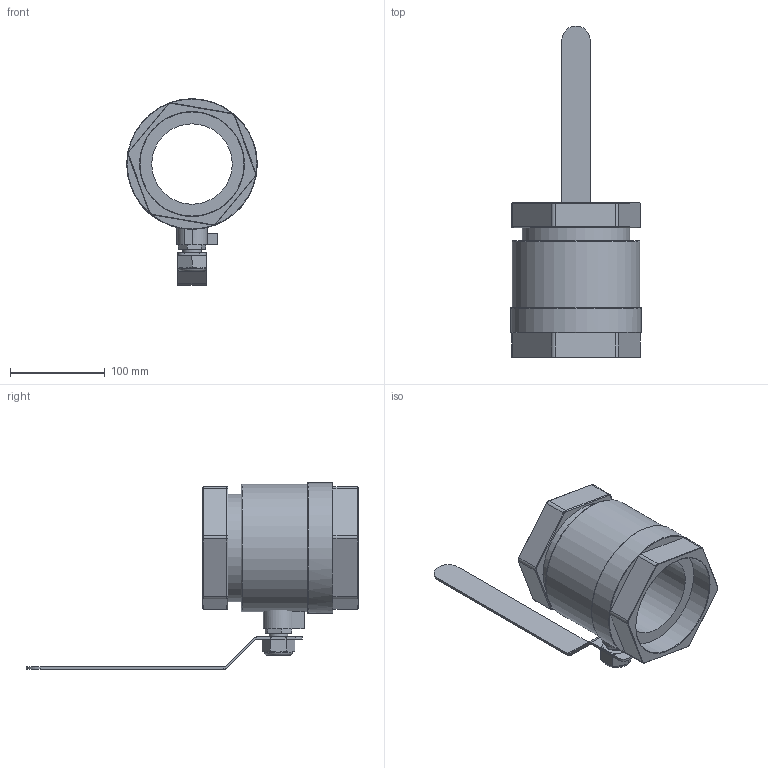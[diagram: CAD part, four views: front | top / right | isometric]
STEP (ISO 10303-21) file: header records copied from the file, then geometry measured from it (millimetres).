
FILE_DESCRIPTION(/* description */ (''),/* implementation_level */ '2;1');
FILE_NAME(/* name */ '1050 4_ Muf_Muf.step',/* time_stamp */ '2018-06-19T12:37:30+02:00',/* author */ ('mr84N69'),/* organization */ (''),/* preprocessor_version */ 'ST-DEVELOPER v17',/* originating_system */ 'Autodesk Translation Framework v7.1.0.215',/* authorisation */ '');
FILE_SCHEMA (('AUTOMOTIVE_DESIGN { 1 0 10303 214 3 1 1 }'));
Length unit declared in the file: millimetre
Products named in the file (4): 1050 4" Muf/Muf; Component1; Håndtag 3"- 4"; 94645A270
Assembly tree (3 placements, depth 2):
  1050 4" Muf/Muf
    Component1
    Håndtag 3"- 4"
    94645A270
Bounding box: 138 x 350.82 x 197.12 mm (x, y, z)
Volume: 1171167.8 mm3; surface area: 183112.3 mm2
Topology: 7 solids, 7 shells, 208 faces, 497 edges, 310 vertices
Faces by surface type: plane 96, cylinder 56, cone 44, torus 12
Full cylindrical faces by diameter (mm): 17.586 x1, 17.801 x6, 20 x7, 20.46 x1, 32 x1, 85 x2, 110 x2, 113.5 x1, 135 x1, 138 x1
Entity records: 8028 total; most frequent: CARTESIAN_POINT 3061, DIRECTION 1062, ORIENTED_EDGE 994, EDGE_CURVE 497, AXIS2_PLACEMENT_3D 414, VERTEX_POINT 310, LINE 234, VECTOR 234
